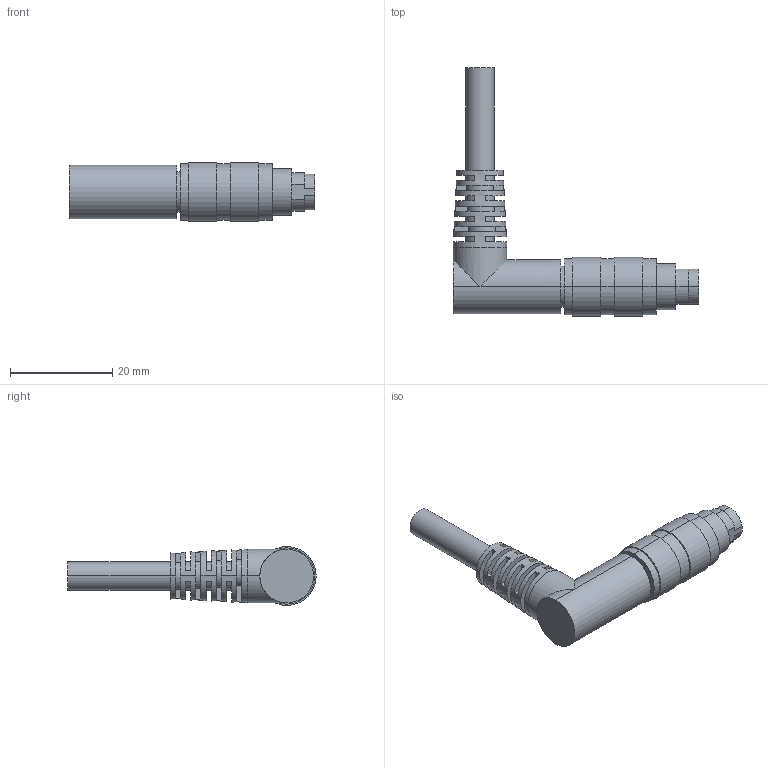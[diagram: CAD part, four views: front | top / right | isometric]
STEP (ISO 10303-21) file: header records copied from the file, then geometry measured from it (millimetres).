
FILE_DESCRIPTION((''),'2;1');
FILE_NAME('79-1425-75-08.stp','2005-07-06T11:25:22',('Kramp'),(''),'Autodesk Inventor 7','Autodesk Inventor 7','');
FILE_SCHEMA(('AUTOMOTIVE_DESIGN { 1 0 10303 214 1 1 1 1 }'));
Length unit declared in the file: millimetre
Products named in the file (1): 79-1425-75-08
Bounding box: 48 x 48.5 x 11.5 mm (x, y, z)
Volume: 5484.5 mm3; surface area: 3523.3 mm2
Topology: 1 solids, 1 shells, 158 faces, 424 edges, 259 vertices
Faces by surface type: plane 75, cylinder 65, sphere 16, cone 2
Entity records: 4813 total; most frequent: DIRECTION 916, CARTESIAN_POINT 810, ORIENTED_EDGE 784, EDGE_CURVE 392, AXIS2_PLACEMENT_3D 365, VERTEX_POINT 259, CIRCLE 202, VECTOR 186
